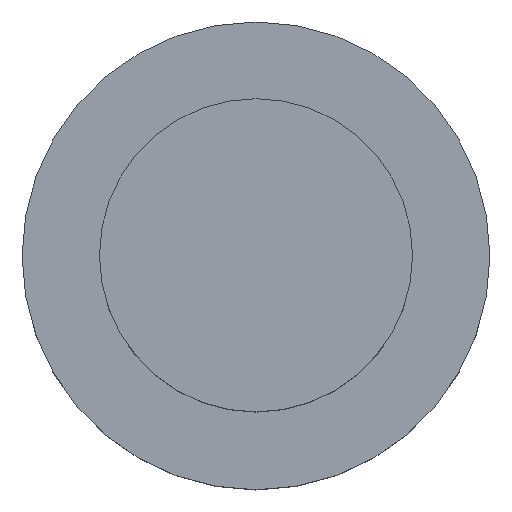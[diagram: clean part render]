
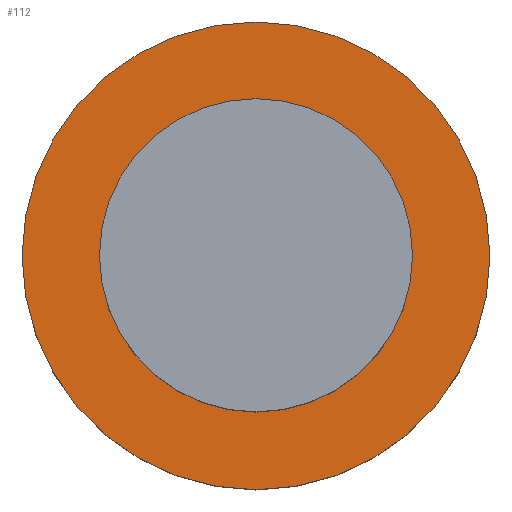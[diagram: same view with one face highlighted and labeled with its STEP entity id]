
A CAD part, top view. The second image highlights one B-rep face of the part: STEP entity #112.
In plain terms, the highlighted planar face has unit normal (0, 0, 1).
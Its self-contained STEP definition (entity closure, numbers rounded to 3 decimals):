
#112=ADVANCED_FACE('',(#209,#211),#213,.T.);
#209=FACE_BOUND('',#210,.T.);
#210=EDGE_LOOP('',(#263));
#211=FACE_BOUND('',#212,.T.);
#212=EDGE_LOOP('',(#264));
#213=PLANE('',#214);
#214=AXIS2_PLACEMENT_3D('',#215,#216,#217);
#215=CARTESIAN_POINT('',(0.,0.,0.64));
#216=DIRECTION('',(0.,0.,1.));
#217=DIRECTION('',(1.,0.,0.));
#263=ORIENTED_EDGE('',*,*,#277,.T.);
#264=ORIENTED_EDGE('',*,*,#278,.F.);
#277=EDGE_CURVE('',#292,#292,#293,.T.);
#278=EDGE_CURVE('',#294,#294,#295,.F.);
#292=VERTEX_POINT('',#327);
#293=CIRCLE('',#328,1.195);
#294=VERTEX_POINT('',#332);
#295=CIRCLE('',#333,0.585);
#327=CARTESIAN_POINT('',(1.195,0.,0.64));
#328=AXIS2_PLACEMENT_3D('',#329,#330,#331);
#329=CARTESIAN_POINT('',(0.,0.,0.64));
#330=DIRECTION('',(0.,0.,1.));
#331=DIRECTION('',(1.,0.,0.));
#332=CARTESIAN_POINT('',(-0.585,0.,0.64));
#333=AXIS2_PLACEMENT_3D('',#334,#335,#336);
#334=CARTESIAN_POINT('',(0.,0.,0.64));
#335=DIRECTION('',(-0.,-0.,-1.));
#336=DIRECTION('',(-1.,0.,0.));
